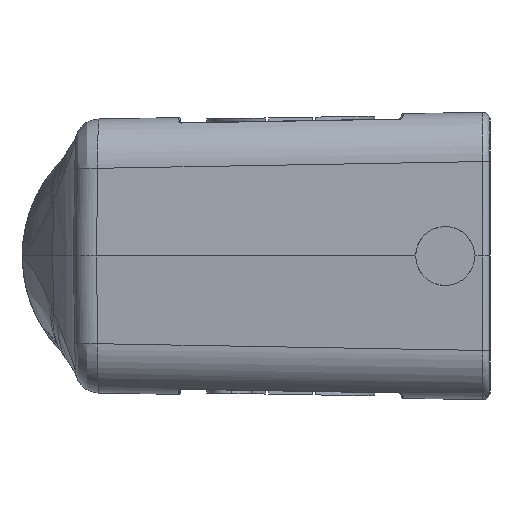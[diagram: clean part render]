
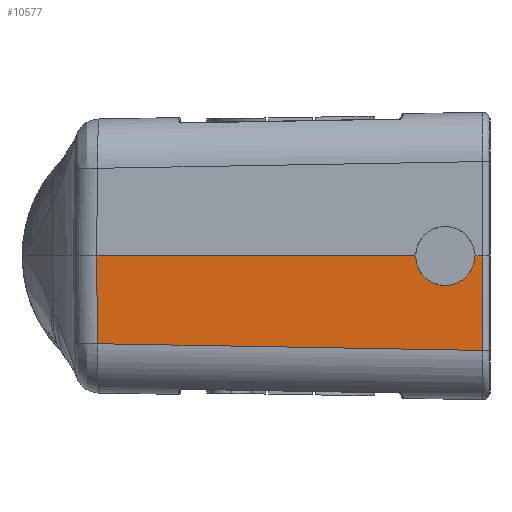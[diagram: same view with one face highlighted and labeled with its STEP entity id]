
A CAD part, left-side view. The second image highlights one B-rep face of the part: STEP entity #10577.
In plain terms, the highlighted planar face has unit normal (-1, 0.018, -0.017).
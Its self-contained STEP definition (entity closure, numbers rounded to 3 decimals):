
#346=CARTESIAN_POINT('',(-59.739,70.817,-14.118));
#1147=DIRECTION('',(0.017,0.,-1.));
#1148=VECTOR('',#1147,14.12);
#1149=CARTESIAN_POINT('',(-59.986,70.818,
0.));
#1150=LINE('',#1149,#1148);
#1171=CARTESIAN_POINT('',(-59.811,80.8,0.));
#1172=CARTESIAN_POINT('',(-59.802,80.8,
-0.519));
#1173=CARTESIAN_POINT('',(-59.786,80.612,
-1.639));
#1174=CARTESIAN_POINT('',(-59.776,79.603,
-3.204));
#1175=CARTESIAN_POINT('',(-59.784,78.302,
-4.044));
#1176=CARTESIAN_POINT('',(-59.798,77.195,
-4.354));
#1177=CARTESIAN_POINT('',(-59.811,76.4,-4.423));
#1178=CARTESIAN_POINT('',(-59.826,75.605,
-4.354));
#1179=CARTESIAN_POINT('',(-59.851,74.498,
-4.044));
#1180=CARTESIAN_POINT('',(-59.888,73.197,
-3.204));
#1181=CARTESIAN_POINT('',(-59.933,72.188,
-1.639));
#1182=CARTESIAN_POINT('',(-59.956,72.,
-0.519));
#1183=CARTESIAN_POINT('',(-59.965,72.,0.));
#1185=DIRECTION('',(0.017,1.,0.));
#1186=VECTOR('',#1185,1.182);
#1187=CARTESIAN_POINT('',(-59.986,70.818,
0.));
#1188=LINE('',#1187,#1186);
#1189=DIRECTION('',(-0.017,-1.,-0.017));
#1190=VECTOR('',#1189,57.533);
#1191=CARTESIAN_POINT('',(-58.753,128.333,
-13.114));
#1192=LINE('',#1191,#1190);
#1193=DIRECTION('',(0.017,-0.017,-1.));
#1194=VECTOR('',#1193,13.118);
#1195=CARTESIAN_POINT('',(-58.978,128.562,
0.));
#1196=LINE('',#1195,#1194);
#1197=DIRECTION('',(0.017,1.,0.));
#1198=VECTOR('',#1197,47.769);
#1199=CARTESIAN_POINT('',(-59.811,80.8,0.));
#1200=LINE('',#1199,#1198);
#1209=CARTESIAN_POINT('',(-59.965,72.,0.));
#1221=CARTESIAN_POINT('',(-59.811,80.8,0.));
#1283=CARTESIAN_POINT('',(-58.753,128.333,
-13.114));
#7936=VERTEX_POINT('',#346);
#8036=VERTEX_POINT('',#1283);
#8208=CARTESIAN_POINT('',(-58.978,128.562,
0.));
#8209=VERTEX_POINT('',#8208);
#8513=CARTESIAN_POINT('',(-59.986,70.818,
0.));
#8514=VERTEX_POINT('',#8513);
#8550=VERTEX_POINT('',#1209);
#8551=VERTEX_POINT('',#1221);
#10560=CARTESIAN_POINT('',(-60.049,70.,2.835));
#10561=DIRECTION('',(-1.,0.017,-0.017));
#10562=DIRECTION('',(-0.017,-1.,0.));
#10563=AXIS2_PLACEMENT_3D('',#10560,#10561,#10562);
#10564=PLANE('',#10563);
#10566=ORIENTED_EDGE('',*,*,#10565,.T.);
#10568=ORIENTED_EDGE('',*,*,#10567,.F.);
#10569=ORIENTED_EDGE('',*,*,#10548,.T.);
#10570=ORIENTED_EDGE('',*,*,#8942,.F.);
#10572=ORIENTED_EDGE('',*,*,#10571,.F.);
#10574=ORIENTED_EDGE('',*,*,#10573,.F.);
#10575=EDGE_LOOP('',(#10566,#10568,#10569,#10570,#10572,#10574));
#10576=FACE_OUTER_BOUND('',#10575,.F.);
#1184=B_SPLINE_CURVE_WITH_KNOTS('',3,(#1171,#1172,#1173,#1174,#1175,#1176,#1177,
#1178,#1179,#1180,#1181,#1182,#1183),.UNSPECIFIED.,.F.,.F.,(4,1,1,1,1,1,1,1,1,1,
4),(0.,0.125,0.25,0.375,0.438,0.5,0.563,0.625,0.75,0.875,
1.),.UNSPECIFIED.);
#8942=EDGE_CURVE('',#8036,#7936,#1192,.T.);
#10548=EDGE_CURVE('',#8514,#7936,#1150,.T.);
#10565=EDGE_CURVE('',#8551,#8550,#1184,.T.);
#10567=EDGE_CURVE('',#8514,#8550,#1188,.T.);
#10571=EDGE_CURVE('',#8209,#8036,#1196,.T.);
#10573=EDGE_CURVE('',#8551,#8209,#1200,.T.);
#10577=ADVANCED_FACE('',(#10576),#10564,.T.);
